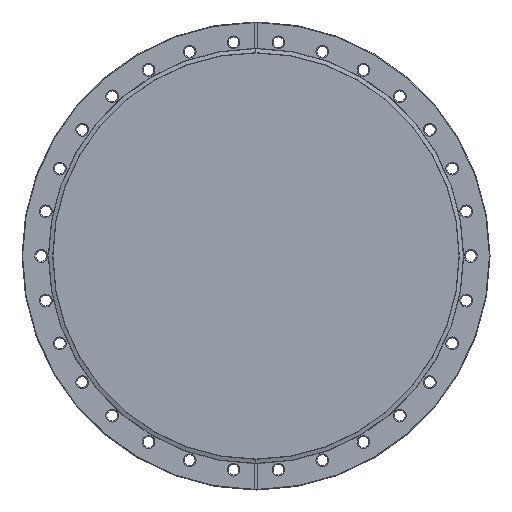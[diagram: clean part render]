
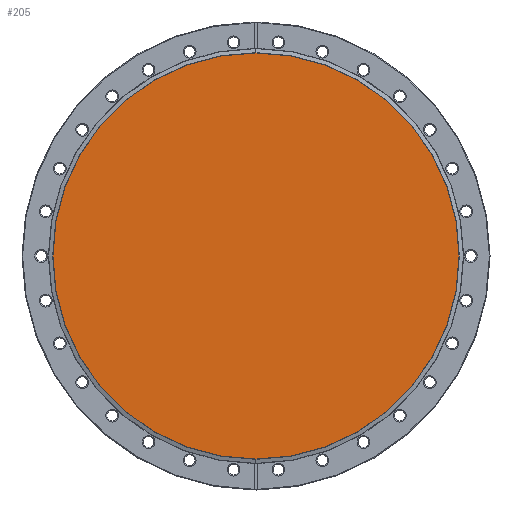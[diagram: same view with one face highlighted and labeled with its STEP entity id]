
A CAD part, left-side view. The second image highlights one B-rep face of the part: STEP entity #205.
In plain terms, the highlighted planar face has unit normal (-1, 0, 0).
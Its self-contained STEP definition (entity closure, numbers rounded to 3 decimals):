
#34 = CARTESIAN_POINT ( 'NONE',  ( 0.6, 159.782, 0. ) ) ;
#205 = ADVANCED_FACE ( 'NONE', ( #1395 ), #2167, .F. ) ;
#272 = DIRECTION ( 'NONE',  ( 0., 0., 1. ) ) ;
#573 = DIRECTION ( 'NONE',  ( 0., 0., -1. ) ) ;
#1131 = DIRECTION ( 'NONE',  ( -1., 0., 0. ) ) ;
#1395 = FACE_OUTER_BOUND ( 'NONE', #5143, .T. ) ;
#2067 = AXIS2_PLACEMENT_3D ( 'NONE', #7055, #3579, #272 ) ;
#2099 = CIRCLE ( 'NONE', #2067, 159.782 ) ;
#2167 = PLANE ( 'NONE',  #3360 ) ;
#3360 = AXIS2_PLACEMENT_3D ( 'NONE', #34, #3895, #573 ) ;
#3579 = DIRECTION ( 'NONE',  ( -1., 0., 0. ) ) ;
#3582 = ORIENTED_EDGE ( 'NONE', *, *, #6255, .T. ) ;
#3873 = VERTEX_POINT ( 'NONE', #5266 ) ;
#3895 = DIRECTION ( 'NONE',  ( 1., 0., 0. ) ) ;
#4471 = ORIENTED_EDGE ( 'NONE', *, *, #6443, .T. ) ;
#4515 = CARTESIAN_POINT ( 'NONE',  ( 0.6, 0., 0. ) ) ;
#5107 = DIRECTION ( 'NONE',  ( 0., 0., 1. ) ) ;
#5143 = EDGE_LOOP ( 'NONE', ( #3582, #4471 ) ) ;
#5266 = CARTESIAN_POINT ( 'NONE',  ( 0.6, 0., -159.782 ) ) ;
#5403 = AXIS2_PLACEMENT_3D ( 'NONE', #4515, #1131, #5107 ) ;
#5701 = CIRCLE ( 'NONE', #5403, 159.782 ) ;
#6255 = EDGE_CURVE ( 'NONE', #7252, #3873, #2099, .T. ) ;
#6443 = EDGE_CURVE ( 'NONE', #3873, #7252, #5701, .T. ) ;
#6652 = CARTESIAN_POINT ( 'NONE',  ( 0.6, 0., 159.782 ) ) ;
#7055 = CARTESIAN_POINT ( 'NONE',  ( 0.6, 0., 0. ) ) ;
#7252 = VERTEX_POINT ( 'NONE', #6652 ) ;
